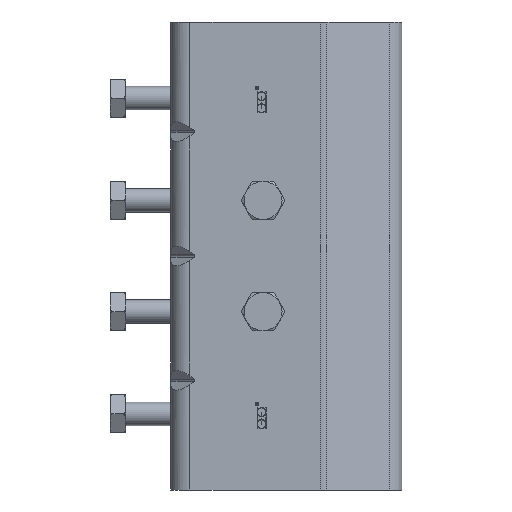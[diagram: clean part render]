
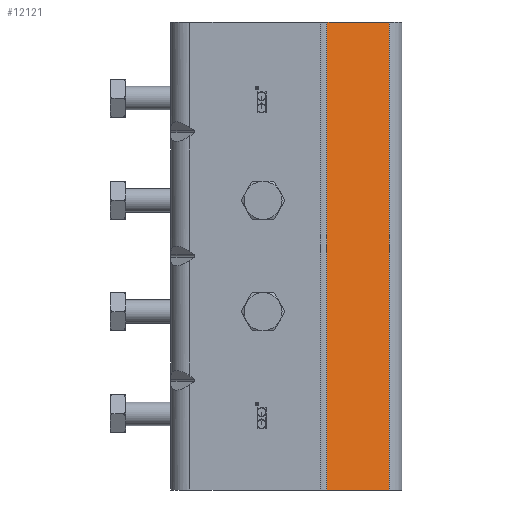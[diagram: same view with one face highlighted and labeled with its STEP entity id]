
A CAD part, left-side view. The second image highlights one B-rep face of the part: STEP entity #12121.
In plain terms, the highlighted planar face has unit normal (-0.94, -0.342, 0).
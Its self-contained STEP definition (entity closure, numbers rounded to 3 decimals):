
#11640=CARTESIAN_POINT('',(-38.108,21.13,80.0));
#11641=VERTEX_POINT('',#11640);
#11649=CARTESIAN_POINT('',(-30.336,-0.223,80.0));
#11650=VERTEX_POINT('',#11649);
#11651=CARTESIAN_POINT('',(-30.336,-0.223,80.0));
#11652=DIRECTION('',(-0.342,0.94,0.0));
#11653=VECTOR('',#11652,22.723);
#11654=LINE('',#11651,#11653);
#11655=EDGE_CURVE('',#11650,#11641,#11654,.T.);
#12079=CARTESIAN_POINT('',(-30.336,-0.223,-80.0));
#12080=VERTEX_POINT('',#12079);
#12081=CARTESIAN_POINT('',(-30.336,-0.223,-80.0));
#12082=DIRECTION('',(0.0,0.0,1.0));
#12083=VECTOR('',#12082,160.0);
#12084=LINE('',#12081,#12083);
#12085=EDGE_CURVE('',#12080,#11650,#12084,.T.);
#12098=CARTESIAN_POINT('',(-30.336,-0.223,-80.0));
#12099=DIRECTION('',(-0.94,-0.342,0.0));
#12100=DIRECTION('',(0.0,0.0,1.0));
#12101=AXIS2_PLACEMENT_3D('',#12098,#12099,#12100);
#12102=PLANE('',#12101);
#12103=ORIENTED_EDGE('',*,*,#11655,.T.);
#12104=CARTESIAN_POINT('',(-38.108,21.13,-80.0));
#12105=VERTEX_POINT('',#12104);
#12106=CARTESIAN_POINT('',(-38.108,21.13,-80.0));
#12107=DIRECTION('',(0.0,0.0,1.0));
#12108=VECTOR('',#12107,160.0);
#12109=LINE('',#12106,#12108);
#12110=EDGE_CURVE('',#12105,#11641,#12109,.T.);
#12111=ORIENTED_EDGE('',*,*,#12110,.F.);
#12112=CARTESIAN_POINT('',(-38.108,21.13,-80.0));
#12113=DIRECTION('',(0.342,-0.94,0.0));
#12114=VECTOR('',#12113,22.723);
#12115=LINE('',#12112,#12114);
#12116=EDGE_CURVE('',#12105,#12080,#12115,.T.);
#12117=ORIENTED_EDGE('',*,*,#12116,.T.);
#12118=ORIENTED_EDGE('',*,*,#12085,.T.);
#12119=EDGE_LOOP('',(#12103,#12111,#12117,#12118));
#12120=FACE_OUTER_BOUND('',#12119,.T.);
#12121=ADVANCED_FACE('',(#12120),#12102,.T.);
